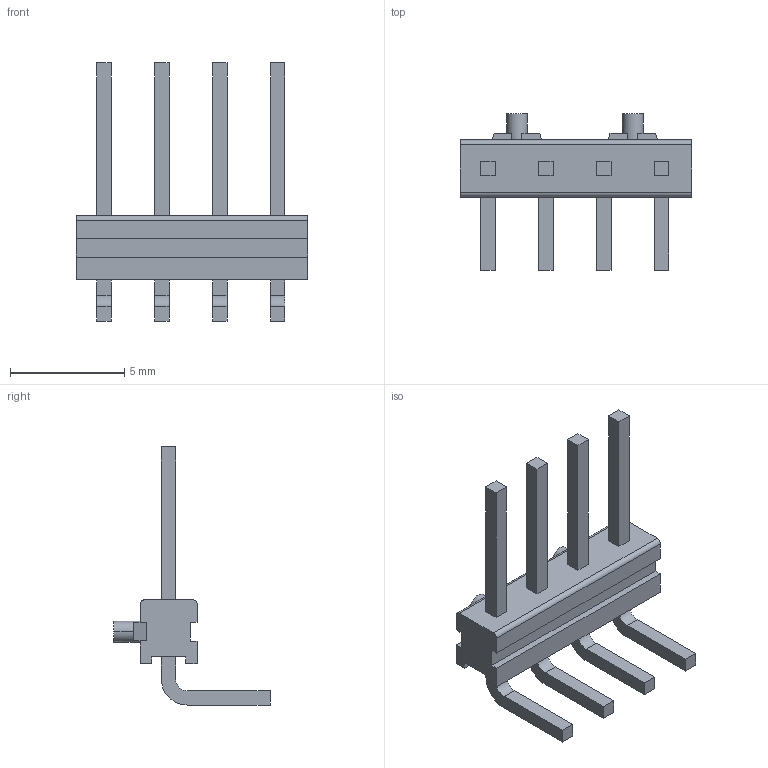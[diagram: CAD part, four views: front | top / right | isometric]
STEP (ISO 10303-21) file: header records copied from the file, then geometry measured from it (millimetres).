
FILE_DESCRIPTION((''),'2;1');
FILE_NAME('C-825437-4','2017-03-02T',('workeradm'),('Tyco Electronics Ltd.'),'CREO PARAMETRIC BY PTC INC, 2016050','CREO PARAMETRIC BY PTC INC, 2016050','');
FILE_SCHEMA(('AUTOMOTIVE_DESIGN { 1 0 10303 214 1 1 1 1 }'));
Length unit declared in the file: millimetre
Products named in the file (1): C-825437-4
Bounding box: 10.16 x 6.85 x 11.31 mm (x, y, z)
Volume: 84.6 mm3; surface area: 269.5 mm2
Topology: 1 solids, 1 shells, 104 faces, 274 edges, 180 vertices
Faces by surface type: plane 90, cylinder 14
Entity records: 3214 total; most frequent: CARTESIAN_POINT 560, ORIENTED_EDGE 548, DIRECTION 518, EDGE_CURVE 274, VECTOR 238, LINE 238, VERTEX_POINT 180, AXIS2_PLACEMENT_3D 140
